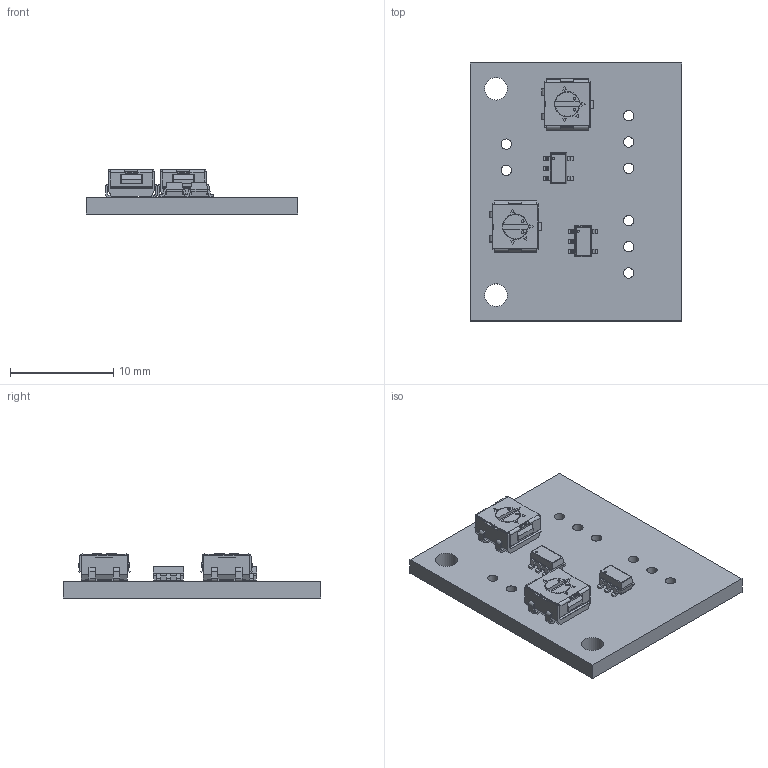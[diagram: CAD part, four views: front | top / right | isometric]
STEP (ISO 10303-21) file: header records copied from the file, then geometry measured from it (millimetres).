
FILE_DESCRIPTION(('KiCad electronic assembly'),'2;1');
FILE_NAME('FSR Adaptor.step','2023-07-28T22:57:39',('Pcbnew'),('Kicad'), 'Open CASCADE STEP processor 7.6','KiCad to STEP converter','Unknown' );
FILE_SCHEMA(('AUTOMOTIVE_DESIGN { 1 0 10303 214 1 1 1 1 }'));
Length unit declared in the file: millimetre
Products named in the file (6): FSR Adaptor 1; 23A; SOLID; APX321WG-7; COMPOUND; _autosave-FSR Adaptor PCB
Assembly tree (7 placements, depth 3):
  FSR Adaptor 1
    23A  x2
      SOLID
    APX321WG-7  x2
      COMPOUND
    _autosave-FSR Adaptor PCB
Bounding box: 20.5 x 25 x 4.27 mm (x, y, z)
Volume: 914.3 mm3; surface area: 1506 mm2
Topology: 15 solids, 15 shells, 594 faces, 1682 edges, 1100 vertices
Faces by surface type: bspline 578, cylinder 10, plane 6
Full cylindrical faces by diameter (mm): 1 x8, 2.2 x2
Entity records: 19753 total; most frequent: CARTESIAN_POINT 8387, B_SPLINE_CURVE_WITH_KNOTS 2149, ORIENTED_EDGE 1724, PCURVE 1724, DEFINITIONAL_REPRESENTATION 1724, EDGE_CURVE 862, SURFACE_CURVE 851, VERTEX_POINT 564
